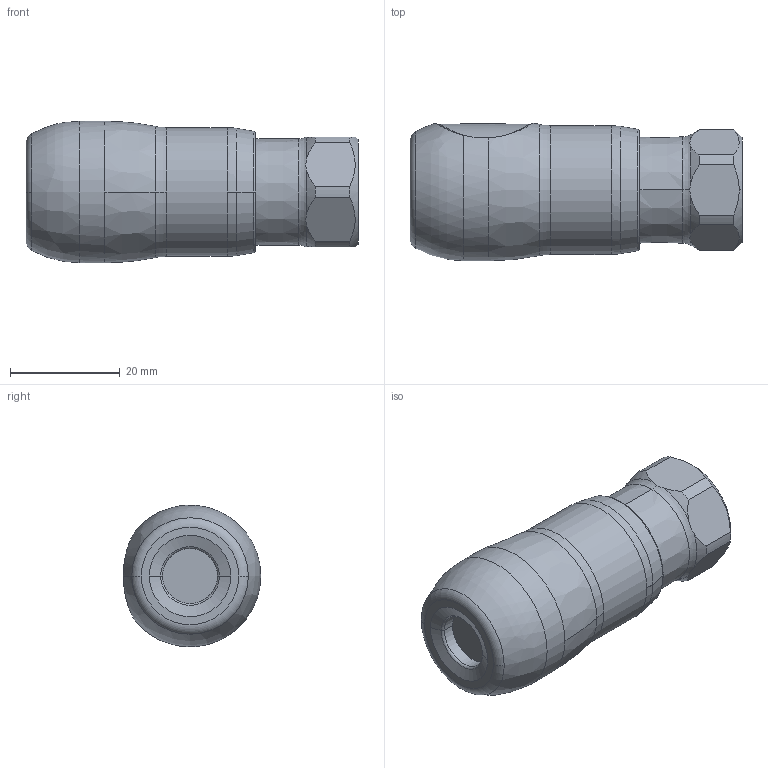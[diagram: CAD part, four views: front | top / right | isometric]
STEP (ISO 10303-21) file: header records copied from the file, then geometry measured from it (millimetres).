
FILE_DESCRIPTION (( 'STEP AP214' ), '1' );
FILE_NAME ('RSI06.1102.STEP', '2018-08-27T07:17:35', ( '' ), ( '' ), 'SwSTEP 2.0', 'SolidWorks 2018', '' );
FILE_SCHEMA (( 'AUTOMOTIVE_DESIGN' ));
Length unit declared in the file: millimetre
Products named in the file (1): RSI06.1102
Bounding box: 60.5 x 25.08 x 25.79 mm (x, y, z)
Volume: 21820.2 mm3; surface area: 7245.7 mm2
Topology: 3 solids, 3 shells, 417 faces, 1187 edges, 785 vertices
Faces by surface type: plane 339, cylinder 44, cone 18, torus 10, bspline 6
Entity records: 19130 total; most frequent: CARTESIAN_POINT 4608, ORIENTED_EDGE 2374, DIRECTION 1740, EDGE_CURVE 1187, VERTEX_POINT 785, LINE 716, VECTOR 716, AXIS2_PLACEMENT_3D 512
